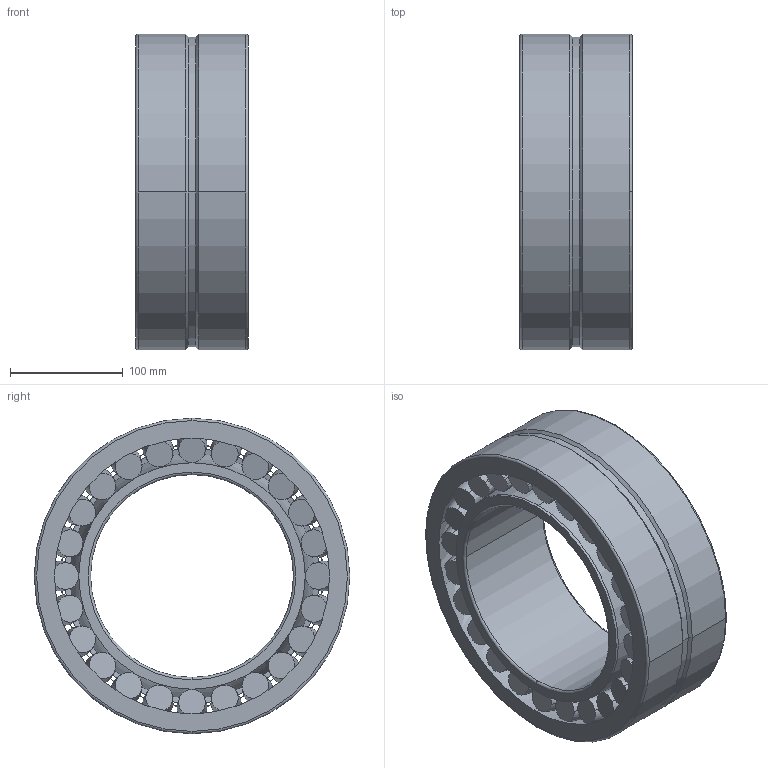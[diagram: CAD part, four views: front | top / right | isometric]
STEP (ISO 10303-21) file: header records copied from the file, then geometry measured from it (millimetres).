
FILE_DESCRIPTION(('STEP AP214'),'1');
FILE_NAME('snr_24036eaw33_2.stp','2026-02-18T11:55:13',('TraceParts'),('TraceParts S.A.S.'),'Spatial InterOp 3D',' ',' ');
FILE_SCHEMA(('AUTOMOTIVE_DESIGN { 1 0 10303 214 1 1 1 1 }'));
Length unit declared in the file: millimetre
Products named in the file (1): 1
Bounding box: 100 x 280 x 280 mm (x, y, z)
Volume: 2728710 mm3; surface area: 538702 mm2
Topology: 4 solids, 4 shells, 330 faces, 880 edges, 645 vertices
Faces by surface type: torus 208, plane 100, cylinder 12, cone 8, sphere 2
Entity records: 16472 total; most frequent: CARTESIAN_POINT 8032, DIRECTION 1819, ORIENTED_EDGE 1752, AXIS2_PLACEMENT_3D 900, EDGE_CURVE 876, VERTEX_POINT 645, CIRCLE 566, EDGE_LOOP 431
